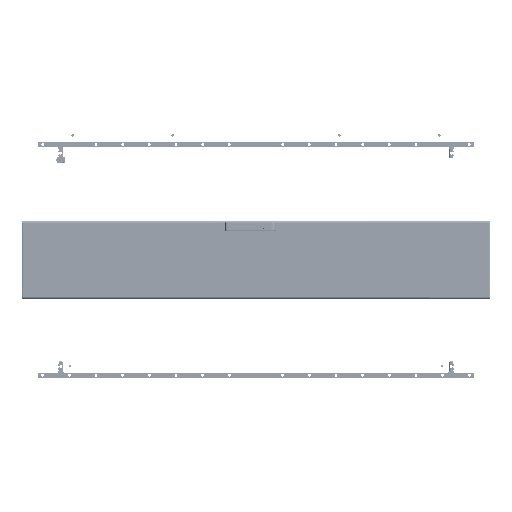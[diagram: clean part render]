
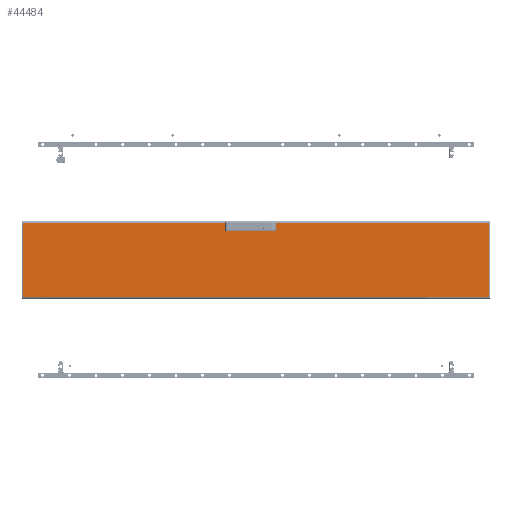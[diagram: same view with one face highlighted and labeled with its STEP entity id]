
A CAD part, top view. The second image highlights one B-rep face of the part: STEP entity #44484.
In plain terms, the highlighted planar face has unit normal (0, 0, 1).
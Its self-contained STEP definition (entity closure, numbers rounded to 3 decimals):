
#254 = CARTESIAN_POINT ( 'NONE',  ( 14.338, 121., 2. ) ) ;
#318 = CARTESIAN_POINT ( 'NONE',  ( 58.8, 125.5, 2. ) ) ;
#1989 = CARTESIAN_POINT ( 'NONE',  ( -54.3, 130., 2. ) ) ;
#3045 = CARTESIAN_POINT ( 'NONE',  ( -29.5, 137.5, 2. ) ) ;
#32549 = DIRECTION ( 'NONE',  ( 1., 0., 0. ) ) ;
#32552 = DIRECTION ( 'NONE',  ( 0., 0., 1. ) ) ;
#32567 = PLANE ( 'NONE',  #84481 ) ;
#32578 = CARTESIAN_POINT ( 'NONE',  ( -875.5, -145., 2. ) ) ;
#36118 = AXIS2_PLACEMENT_3D ( 'NONE', #57676, #57673, #57669 ) ;
#36152 = AXIS2_PLACEMENT_3D ( 'NONE', #57806, #57778, #57776 ) ;
#36164 = AXIS2_PLACEMENT_3D ( 'NONE', #57652, #57645, #57644 ) ;
#36295 = AXIS2_PLACEMENT_3D ( 'NONE', #57729, #57723, #57721 ) ;
#36363 = AXIS2_PLACEMENT_3D ( 'NONE', #57746, #57742, #57739 ) ;
#36426 = AXIS2_PLACEMENT_3D ( 'NONE', #57809, #57799, #57797 ) ;
#36658 = AXIS2_PLACEMENT_3D ( 'NONE', #58665, #58648, #58644 ) ;
#37110 = FACE_OUTER_BOUND ( 'NONE', #76591, .T. ) ;
#38883 = EDGE_CURVE ( 'NONE', #60596, #61041, #53482, .T. ) ;
#39345 = EDGE_CURVE ( 'NONE', #60884, #60997, #53235, .T. ) ;
#39366 = EDGE_CURVE ( 'NONE', #61019, #60884, #53230, .T. ) ;
#39373 = EDGE_CURVE ( 'NONE', #60612, #61015, #53222, .T. ) ;
#39379 = EDGE_CURVE ( 'NONE', #60497, #60612, #53219, .T. ) ;
#39383 = EDGE_CURVE ( 'NONE', #60497, #60433, #53215, .T. ) ;
#39386 = EDGE_CURVE ( 'NONE', #61015, #61019, #53220, .T. ) ;
#39392 = EDGE_CURVE ( 'NONE', #61107, #60997, #53209, .T. ) ;
#39399 = EDGE_CURVE ( 'NONE', #61041, #61107, #53213, .T. ) ;
#39406 = EDGE_CURVE ( 'NONE', #60195, #61043, #53204, .T. ) ;
#39410 = EDGE_CURVE ( 'NONE', #60654, #60596, #53200, .T. ) ;
#39417 = EDGE_CURVE ( 'NONE', #60704, #60195, #53211, .T. ) ;
#39423 = EDGE_CURVE ( 'NONE', #61043, #60654, #53203, .T. ) ;
#39432 = EDGE_CURVE ( 'NONE', #60377, #60704, #53191, .T. ) ;
#39438 = EDGE_CURVE ( 'NONE', #60826, #60377, #53192, .T. ) ;
#39444 = EDGE_CURVE ( 'NONE', #60530, #60826, #53187, .T. ) ;
#39452 = EDGE_CURVE ( 'NONE', #60433, #60530, #53195, .T. ) ;
#44484 = ADVANCED_FACE ( 'NONE', ( #37110 ), #32567, .T. ) ;
#53186 = VECTOR ( 'NONE', #57628, 1000. ) ;
#53187 = CIRCLE ( 'NONE', #36164, 4.5 ) ;
#53191 = CIRCLE ( 'NONE', #36118, 12.5 ) ;
#53192 = LINE ( 'NONE', #57687, #53205 ) ;
#53194 = VECTOR ( 'NONE', #57689, 1000. ) ;
#53195 = LINE ( 'NONE', #57630, #53186 ) ;
#53198 = VECTOR ( 'NONE', #57705, 1000. ) ;
#53200 = CIRCLE ( 'NONE', #36295, 4.5 ) ;
#53203 = LINE ( 'NONE', #57691, #53194 ) ;
#53204 = CIRCLE ( 'NONE', #36363, 12.5 ) ;
#53205 = VECTOR ( 'NONE', #57663, 1000. ) ;
#53207 = VECTOR ( 'NONE', #57757, 1000. ) ;
#53209 = CIRCLE ( 'NONE', #36152, 12.5 ) ;
#53211 = LINE ( 'NONE', #57708, #53198 ) ;
#53213 = LINE ( 'NONE', #57759, #53207 ) ;
#53215 = CIRCLE ( 'NONE', #36426, 12.5 ) ;
#53217 = VECTOR ( 'NONE', #57789, 1000. ) ;
#53218 = VECTOR ( 'NONE', #57811, 1000. ) ;
#53219 = LINE ( 'NONE', #57815, #53218 ) ;
#53220 = LINE ( 'NONE', #57793, #53217 ) ;
#53221 = VECTOR ( 'NONE', #57825, 1000. ) ;
#53222 = LINE ( 'NONE', #57827, #53221 ) ;
#53224 = VECTOR ( 'NONE', #57841, 1000. ) ;
#53230 = LINE ( 'NONE', #57843, #53224 ) ;
#53234 = VECTOR ( 'NONE', #57889, 1000. ) ;
#53235 = LINE ( 'NONE', #57892, #53234 ) ;
#53482 = CIRCLE ( 'NONE', #36658, 4.5 ) ;
#53754 = ORIENTED_EDGE ( 'NONE', *, *, #39383, .F. ) ;
#53757 = ORIENTED_EDGE ( 'NONE', *, *, #39379, .T. ) ;
#53758 = ORIENTED_EDGE ( 'NONE', *, *, #39373, .T. ) ;
#53759 = ORIENTED_EDGE ( 'NONE', *, *, #39386, .T. ) ;
#53764 = ORIENTED_EDGE ( 'NONE', *, *, #39366, .T. ) ;
#53765 = ORIENTED_EDGE ( 'NONE', *, *, #39345, .T. ) ;
#53766 = ORIENTED_EDGE ( 'NONE', *, *, #39392, .F. ) ;
#53767 = ORIENTED_EDGE ( 'NONE', *, *, #39399, .F. ) ;
#53768 = ORIENTED_EDGE ( 'NONE', *, *, #38883, .F. ) ;
#53769 = ORIENTED_EDGE ( 'NONE', *, *, #39410, .F. ) ;
#53770 = ORIENTED_EDGE ( 'NONE', *, *, #39423, .F. ) ;
#53771 = ORIENTED_EDGE ( 'NONE', *, *, #39406, .F. ) ;
#53773 = ORIENTED_EDGE ( 'NONE', *, *, #39417, .F. ) ;
#53774 = ORIENTED_EDGE ( 'NONE', *, *, #39432, .F. ) ;
#53776 = ORIENTED_EDGE ( 'NONE', *, *, #39438, .F. ) ;
#53779 = ORIENTED_EDGE ( 'NONE', *, *, #39444, .F. ) ;
#53781 = ORIENTED_EDGE ( 'NONE', *, *, #39452, .F. ) ;
#57628 = DIRECTION ( 'NONE',  ( -1., 0., 0. ) ) ;
#57630 = CARTESIAN_POINT ( 'NONE',  ( -37.662, 130., 2. ) ) ;
#57644 = DIRECTION ( 'NONE',  ( 1., 0., 0. ) ) ;
#57645 = DIRECTION ( 'NONE',  ( 0., 0., 1. ) ) ;
#57652 = CARTESIAN_POINT ( 'NONE',  ( -54.3, 125.5, 2. ) ) ;
#57663 = DIRECTION ( 'NONE',  ( 1., 0., 0. ) ) ;
#57669 = DIRECTION ( 'NONE',  ( 1., 0., 0. ) ) ;
#57673 = DIRECTION ( 'NONE',  ( 0., 0., 1. ) ) ;
#57676 = CARTESIAN_POINT ( 'NONE',  ( -26., 125.5, 2. ) ) ;
#57687 = CARTESIAN_POINT ( 'NONE',  ( -37.662, 121., 2. ) ) ;
#57689 = DIRECTION ( 'NONE',  ( 1., 0., 0. ) ) ;
#57691 = CARTESIAN_POINT ( 'NONE',  ( 37.662, 121., 2. ) ) ;
#57705 = DIRECTION ( 'NONE',  ( 1., 0., 0. ) ) ;
#57708 = CARTESIAN_POINT ( 'NONE',  ( -14.338, 121., 2. ) ) ;
#57721 = DIRECTION ( 'NONE',  ( -1., 0., 0. ) ) ;
#57723 = DIRECTION ( 'NONE',  ( 0., 0., 1. ) ) ;
#57729 = CARTESIAN_POINT ( 'NONE',  ( 54.3, 125.5, 2. ) ) ;
#57739 = DIRECTION ( 'NONE',  ( -1., 0., 0. ) ) ;
#57742 = DIRECTION ( 'NONE',  ( 0., 0., 1. ) ) ;
#57746 = CARTESIAN_POINT ( 'NONE',  ( 26., 125.5, 2. ) ) ;
#57757 = DIRECTION ( 'NONE',  ( -1., 0., 0. ) ) ;
#57759 = CARTESIAN_POINT ( 'NONE',  ( 37.662, 130., 2. ) ) ;
#57776 = DIRECTION ( 'NONE',  ( -1., 0., 0. ) ) ;
#57778 = DIRECTION ( 'NONE',  ( 0., 0., 1. ) ) ;
#57789 = DIRECTION ( 'NONE',  ( 1., 0., 0. ) ) ;
#57793 = CARTESIAN_POINT ( 'NONE',  ( -875.49, -137.5, 2. ) ) ;
#57797 = DIRECTION ( 'NONE',  ( 1., 0., 0. ) ) ;
#57799 = DIRECTION ( 'NONE',  ( 0., 0., 1. ) ) ;
#57806 = CARTESIAN_POINT ( 'NONE',  ( 26., 125.5, 2. ) ) ;
#57809 = CARTESIAN_POINT ( 'NONE',  ( -26., 125.5, 2. ) ) ;
#57811 = DIRECTION ( 'NONE',  ( -1., 0., 0. ) ) ;
#57815 = CARTESIAN_POINT ( 'NONE',  ( 875.49, 137.5, 2. ) ) ;
#57825 = DIRECTION ( 'NONE',  ( 0., -1., 0. ) ) ;
#57827 = CARTESIAN_POINT ( 'NONE',  ( -875.49, 145., 2. ) ) ;
#57841 = DIRECTION ( 'NONE',  ( 0., 1., 0. ) ) ;
#57843 = CARTESIAN_POINT ( 'NONE',  ( 875.49, -145., 2. ) ) ;
#57889 = DIRECTION ( 'NONE',  ( -1., 0., 0. ) ) ;
#57892 = CARTESIAN_POINT ( 'NONE',  ( 875.49, 137.5, 2. ) ) ;
#58644 = DIRECTION ( 'NONE',  ( -1., 0., 0. ) ) ;
#58648 = DIRECTION ( 'NONE',  ( 0., 0., 1. ) ) ;
#58665 = CARTESIAN_POINT ( 'NONE',  ( 54.3, 125.5, 2. ) ) ;
#60195 = VERTEX_POINT ( 'NONE', #254 ) ;
#60377 = VERTEX_POINT ( 'NONE', #83312 ) ;
#60433 = VERTEX_POINT ( 'NONE', #82922 ) ;
#60497 = VERTEX_POINT ( 'NONE', #3045 ) ;
#60530 = VERTEX_POINT ( 'NONE', #1989 ) ;
#60596 = VERTEX_POINT ( 'NONE', #318 ) ;
#60612 = VERTEX_POINT ( 'NONE', #86267 ) ;
#60654 = VERTEX_POINT ( 'NONE', #85883 ) ;
#60704 = VERTEX_POINT ( 'NONE', #85433 ) ;
#60826 = VERTEX_POINT ( 'NONE', #84516 ) ;
#60884 = VERTEX_POINT ( 'NONE', #84229 ) ;
#60997 = VERTEX_POINT ( 'NONE', #83286 ) ;
#61015 = VERTEX_POINT ( 'NONE', #83224 ) ;
#61019 = VERTEX_POINT ( 'NONE', #83213 ) ;
#61041 = VERTEX_POINT ( 'NONE', #83150 ) ;
#61043 = VERTEX_POINT ( 'NONE', #83146 ) ;
#61107 = VERTEX_POINT ( 'NONE', #82989 ) ;
#76591 = EDGE_LOOP ( 'NONE', ( #53754, #53757, #53758, #53759, #53764, #53765, #53766, #53767, #53768, #53769, #53770, #53771, #53773, #53774, #53776, #53779, #53781 ) ) ;
#82922 = CARTESIAN_POINT ( 'NONE',  ( -37.662, 130., 2. ) ) ;
#82989 = CARTESIAN_POINT ( 'NONE',  ( 37.662, 130., 2. ) ) ;
#83146 = CARTESIAN_POINT ( 'NONE',  ( 37.662, 121., 2. ) ) ;
#83150 = CARTESIAN_POINT ( 'NONE',  ( 54.3, 130., 2. ) ) ;
#83213 = CARTESIAN_POINT ( 'NONE',  ( 875.49, -137.5, 2. ) ) ;
#83224 = CARTESIAN_POINT ( 'NONE',  ( -875.49, -137.5, 2. ) ) ;
#83286 = CARTESIAN_POINT ( 'NONE',  ( 29.5, 137.5, 2. ) ) ;
#83312 = CARTESIAN_POINT ( 'NONE',  ( -37.662, 121., 2. ) ) ;
#84229 = CARTESIAN_POINT ( 'NONE',  ( 875.49, 137.5, 2. ) ) ;
#84481 = AXIS2_PLACEMENT_3D ( 'NONE', #32578, #32552, #32549 ) ;
#84516 = CARTESIAN_POINT ( 'NONE',  ( -54.3, 121., 2. ) ) ;
#85433 = CARTESIAN_POINT ( 'NONE',  ( -14.338, 121., 2. ) ) ;
#85883 = CARTESIAN_POINT ( 'NONE',  ( 54.3, 121., 2. ) ) ;
#86267 = CARTESIAN_POINT ( 'NONE',  ( -875.49, 137.5, 2. ) ) ;
